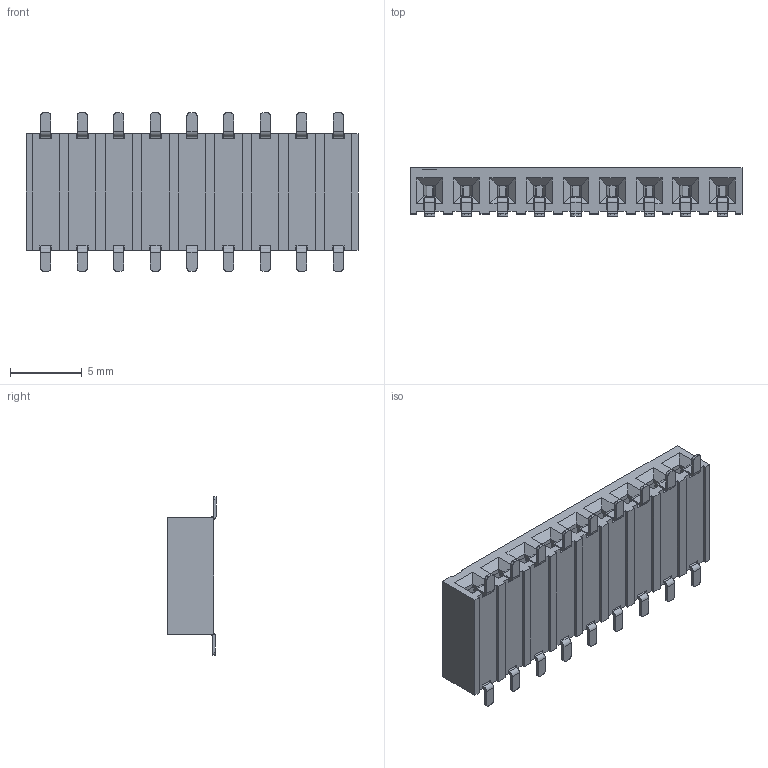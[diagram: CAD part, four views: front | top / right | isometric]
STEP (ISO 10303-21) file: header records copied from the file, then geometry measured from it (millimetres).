
FILE_DESCRIPTION( ('This file contains a STEP AP42 implementation' ,'as created by ZW3D STEP Interface translator.') ,'2;1' );
FILE_NAME( '2134-1XXMXXCUNX1.stp' ,'23 5 5. 85511', (''), ('ZWCAD Software Co.'), 'Version 1.0', 'ZW3D to STEP translator', '' );
FILE_SCHEMA(('AUTOMOTIVE_DESIGN { 1 0 10303 214 1 1 1 1 }'));
Length unit declared in the file: millimetre
Products named in the file (2): 0; 2134-120MXXCUNX1
Bounding box: 23.06 x 3.36 x 11 mm (x, y, z)
Volume: 412.9 mm3; surface area: 1593.5 mm2
Topology: 1 solids, 1 shells, 1063 faces, 3205 edges, 2108 vertices
Faces by surface type: plane 712, cylinder 261, bspline 90
Entity records: 49578 total; most frequent: CARTESIAN_POINT 25605, ORIENTED_EDGE 6410, EDGE_CURVE 3205, B_SPLINE_CURVE_WITH_KNOTS 2834, DIRECTION 2355, VERTEX_POINT 2108, EDGE_LOOP 1099, FACE_OUTER_BOUND 1063
